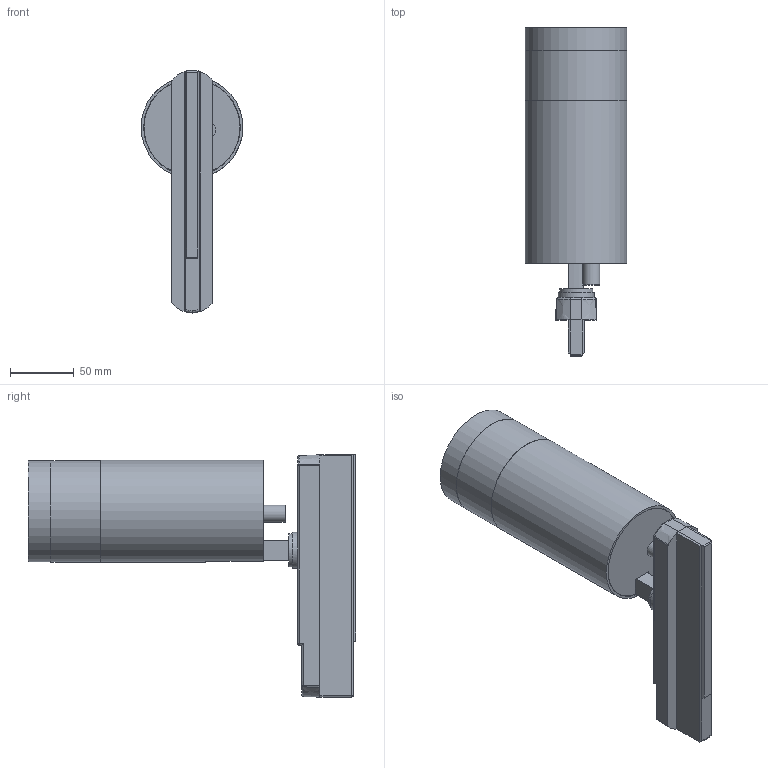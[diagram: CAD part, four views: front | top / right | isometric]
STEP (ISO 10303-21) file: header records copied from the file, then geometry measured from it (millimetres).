
FILE_DESCRIPTION (( 'STEP AP214' ), '1' );
FILE_NAME ('TL_ZOOM_DIM_30W_93040.STEP', '2025-07-25T07:49:10', ( '' ), ( '' ), 'SwSTEP 2.0', 'SolidWorks 2024', '' );
FILE_SCHEMA (( 'AUTOMOTIVE_DESIGN' ));
Length unit declared in the file: millimetre
Products named in the file (1): TL_ZOOM_DIM_30W_93040
Bounding box: 80 x 257.71 x 190.37 mm (x, y, z)
Volume: 393567.9 mm3; surface area: 175414.7 mm2
Topology: 9 solids, 9 shells, 121 faces, 253 edges, 160 vertices
Faces by surface type: plane 56, cylinder 38, cone 10, torus 6, bspline 6, sphere 5
Full cylindrical faces by diameter (mm): 13.5 x1, 28 x1, 28.2 x1, 56.8 x1, 60 x1, 60.2 x1, 66.6 x1, 67 x2, 67.8 x1, 68.2 x1, 72 x1, 73 x1, 74.7 x1, 75.4 x1, 76 x1, 79.6 x1, 79.8 x1, 80 x1
Entity records: 3423 total; most frequent: CARTESIAN_POINT 939, DIRECTION 491, ORIENTED_EDGE 438, EDGE_CURVE 219, AXIS2_PLACEMENT_3D 207, EDGE_LOOP 162, VERTEX_POINT 151, FACE_OUTER_BOUND 140
